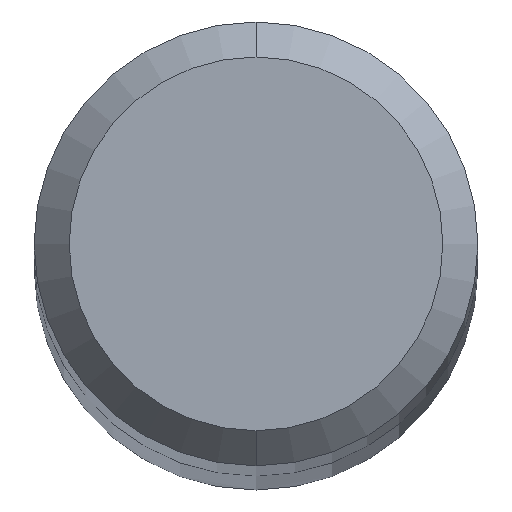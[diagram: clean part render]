
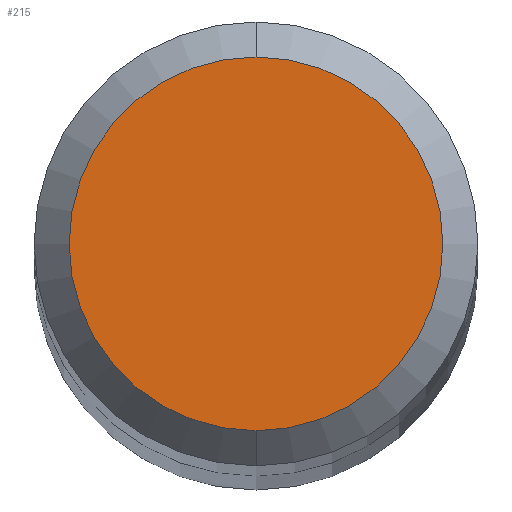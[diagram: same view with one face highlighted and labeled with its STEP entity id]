
A CAD part, top view. The second image highlights one B-rep face of the part: STEP entity #215.
In plain terms, the highlighted planar face has unit normal (0, 0, 1).
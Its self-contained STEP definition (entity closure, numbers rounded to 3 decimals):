
#211=VERTEX_POINT('',#474);
#215=ADVANCED_FACE('',(#478),#479,.T.);
#217=VERTEX_POINT('',#481);
#271=EDGE_CURVE('',#217,#211,#543,.T.);
#301=EDGE_CURVE('',#211,#217,#576,.T.);
#474=CARTESIAN_POINT('',(0.0,1.6,48.0));
#478=FACE_OUTER_BOUND('',#832,.T.);
#479=PLANE('',#833);
#481=CARTESIAN_POINT('',(0.,-1.6,48.0));
#543=CIRCLE('',#994,1.6);
#576=CIRCLE('',#1052,1.6);
#832=EDGE_LOOP('',(#1345,#1346));
#833=AXIS2_PLACEMENT_3D('',#1347,#1348,#1349);
#994=AXIS2_PLACEMENT_3D('',#1427,#1428,#1429);
#1052=AXIS2_PLACEMENT_3D('',#1460,#1461,#1462);
#1345=ORIENTED_EDGE('',*,*,#301,.F.);
#1346=ORIENTED_EDGE('',*,*,#271,.F.);
#1347=CARTESIAN_POINT('',(0.0,0.8,48.0));
#1348=DIRECTION('',(0.0,0.0,1.0));
#1349=DIRECTION('',(0.0,-1.0,0.0));
#1427=CARTESIAN_POINT('',(0.0,0.0,48.0));
#1428=DIRECTION('',(0.0,0.0,-1.0));
#1429=DIRECTION('',(0.0,1.0,0.0));
#1460=CARTESIAN_POINT('',(0.0,0.0,48.0));
#1461=DIRECTION('',(0.0,0.0,-1.0));
#1462=DIRECTION('',(0.0,1.0,0.0));
